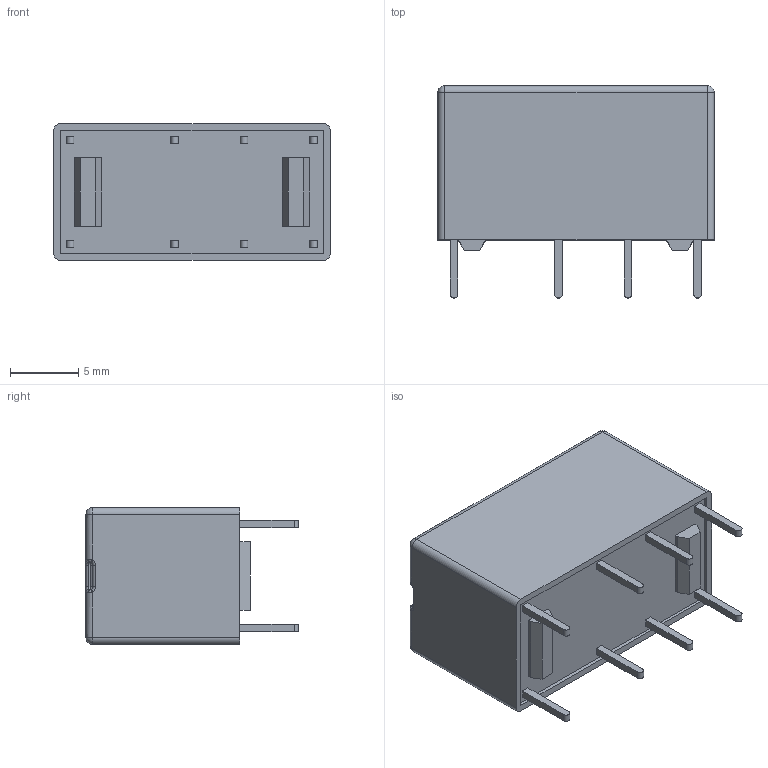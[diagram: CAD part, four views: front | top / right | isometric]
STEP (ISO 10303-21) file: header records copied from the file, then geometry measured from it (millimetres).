
FILE_DESCRIPTION (( 'STEP AP214' ), '1' );
FILE_NAME ('User Library-Relay PCB Type HK19F.STEP', '2018-02-15T07:57:53', ( '' ), ( '' ), 'SwSTEP 2.0', 'SolidWorks 2018', '' );
FILE_SCHEMA (( 'AUTOMOTIVE_DESIGN' ));
Length unit declared in the file: millimetre
Products named in the file (1): User Library-Relay PCB Type HK19F
Bounding box: 20.2 x 15.5 x 10 mm (x, y, z)
Volume: 2247.5 mm3; surface area: 1198.6 mm2
Topology: 9 solids, 9 shells, 389 faces, 993 edges, 648 vertices
Faces by surface type: plane 227, bspline 100, cylinder 50, sphere 6, torus 6
Entity records: 20439 total; most frequent: CARTESIAN_POINT 8009, ORIENTED_EDGE 1974, DIRECTION 1477, EDGE_CURVE 987, VECTOR 677, LINE 677, VERTEX_POINT 648, EDGE_LOOP 421
